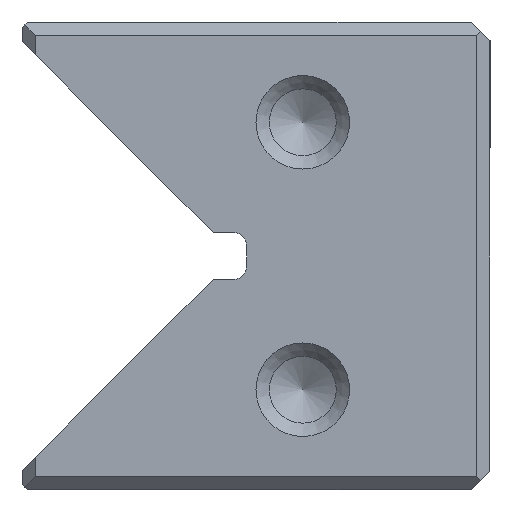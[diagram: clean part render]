
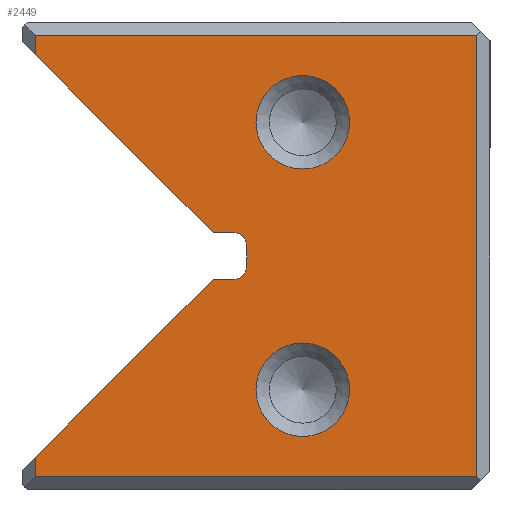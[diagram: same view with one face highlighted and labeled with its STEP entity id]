
A CAD part, left-side view. The second image highlights one B-rep face of the part: STEP entity #2449.
In plain terms, the highlighted planar face has unit normal (-1, 0, 0).
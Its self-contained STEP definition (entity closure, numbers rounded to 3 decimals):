
#2449=ADVANCED_FACE('',(#3303,#3304,#3305),#2808,.T.);
#2808=PLANE('',#8494);
#3044=CIRCLE('',#8490,3.5);
#3045=CIRCLE('',#8491,3.5);
#3046=CIRCLE('',#8492,1.);
#3047=CIRCLE('',#8493,1.);
#3303=FACE_BOUND('',#3447,.T.);
#3304=FACE_BOUND('',#3448,.T.);
#3305=FACE_BOUND('',#3449,.T.);
#3447=EDGE_LOOP('',(#4097));
#3448=EDGE_LOOP('',(#4098));
#3449=EDGE_LOOP('',(#4099,#4100,#4101,#4102,#4103,#4104,#4105,#4106,#4107,
#4108,#4109,#4110));
#4097=ORIENTED_EDGE('',*,*,#6501,.F.);
#4098=ORIENTED_EDGE('',*,*,#6502,.T.);
#4099=ORIENTED_EDGE('',*,*,#6503,.T.);
#4100=ORIENTED_EDGE('',*,*,#6504,.T.);
#4101=ORIENTED_EDGE('',*,*,#6505,.T.);
#4102=ORIENTED_EDGE('',*,*,#6506,.T.);
#4103=ORIENTED_EDGE('',*,*,#6507,.T.);
#4104=ORIENTED_EDGE('',*,*,#6508,.T.);
#4105=ORIENTED_EDGE('',*,*,#6509,.T.);
#4106=ORIENTED_EDGE('',*,*,#6510,.T.);
#4107=ORIENTED_EDGE('',*,*,#6511,.T.);
#4108=ORIENTED_EDGE('',*,*,#6512,.T.);
#4109=ORIENTED_EDGE('',*,*,#6513,.F.);
#4110=ORIENTED_EDGE('',*,*,#6514,.F.);
#5885=VERTEX_POINT('',#10823);
#5886=VERTEX_POINT('',#10825);
#5887=VERTEX_POINT('',#10827);
#5888=VERTEX_POINT('',#10828);
#5889=VERTEX_POINT('',#10830);
#5890=VERTEX_POINT('',#10832);
#5891=VERTEX_POINT('',#10834);
#5892=VERTEX_POINT('',#10836);
#5893=VERTEX_POINT('',#10838);
#5894=VERTEX_POINT('',#10840);
#5895=VERTEX_POINT('',#10842);
#5896=VERTEX_POINT('',#10844);
#5897=VERTEX_POINT('',#10846);
#5898=VERTEX_POINT('',#10848);
#6501=EDGE_CURVE('',#5885,#5885,#3044,.T.);
#6502=EDGE_CURVE('',#5886,#5886,#3045,.T.);
#6503=EDGE_CURVE('',#5887,#5888,#7313,.T.);
#6504=EDGE_CURVE('',#5888,#5889,#7314,.T.);
#6505=EDGE_CURVE('',#5889,#5890,#7315,.T.);
#6506=EDGE_CURVE('',#5890,#5891,#7316,.T.);
#6507=EDGE_CURVE('',#5891,#5892,#7317,.T.);
#6508=EDGE_CURVE('',#5892,#5893,#7318,.T.);
#6509=EDGE_CURVE('',#5893,#5894,#7319,.T.);
#6510=EDGE_CURVE('',#5894,#5895,#3046,.T.);
#6511=EDGE_CURVE('',#5895,#5896,#7320,.T.);
#6512=EDGE_CURVE('',#5896,#5897,#3047,.T.);
#6513=EDGE_CURVE('',#5898,#5897,#7321,.T.);
#6514=EDGE_CURVE('',#5887,#5898,#7322,.T.);
#7313=LINE('',#10826,#7975);
#7314=LINE('',#10829,#7976);
#7315=LINE('',#10831,#7977);
#7316=LINE('',#10833,#7978);
#7317=LINE('',#10835,#7979);
#7318=LINE('',#10837,#7980);
#7319=LINE('',#10839,#7981);
#7320=LINE('',#10843,#7982);
#7321=LINE('',#10847,#7983);
#7322=LINE('',#10849,#7984);
#7975=VECTOR('',#8979,1.);
#7976=VECTOR('',#8980,1.);
#7977=VECTOR('',#8981,1.);
#7978=VECTOR('',#8982,1.);
#7979=VECTOR('',#8983,1.);
#7980=VECTOR('',#8984,1.);
#7981=VECTOR('',#8985,1.);
#7982=VECTOR('',#8988,1.);
#7983=VECTOR('',#8991,1.);
#7984=VECTOR('',#8992,1.);
#8490=AXIS2_PLACEMENT_3D('',#10822,#8975,#8976);
#8491=AXIS2_PLACEMENT_3D('',#10824,#8977,#8978);
#8492=AXIS2_PLACEMENT_3D('',#10841,#8986,#8987);
#8493=AXIS2_PLACEMENT_3D('',#10845,#8989,#8990);
#8494=AXIS2_PLACEMENT_3D('',#10850,#8993,#8994);
#8975=DIRECTION('',(-1.,0.,0.));
#8976=DIRECTION('',(0.,0.,1.));
#8977=DIRECTION('',(1.,0.,0.));
#8978=DIRECTION('',(0.,0.,-1.));
#8979=DIRECTION('',(0.,0.,-1.));
#8980=DIRECTION('',(0.,-1.,0.));
#8981=DIRECTION('',(0.,0.,1.));
#8982=DIRECTION('',(0.,1.,0.));
#8983=DIRECTION('',(0.,0.,-1.));
#8984=DIRECTION('',(0.,-0.707,-0.707));
#8985=DIRECTION('',(0.,-1.,0.));
#8986=DIRECTION('',(1.,0.,0.));
#8987=DIRECTION('',(0.,0.,1.));
#8988=DIRECTION('',(0.,0.,-1.));
#8989=DIRECTION('',(1.,0.,0.));
#8990=DIRECTION('',(0.,0.,1.));
#8991=DIRECTION('',(0.,-1.,0.));
#8992=DIRECTION('',(0.,-0.707,0.707));
#8993=DIRECTION('',(-1.,0.,0.));
#8994=DIRECTION('',(0.,0.,-1.));
#10822=CARTESIAN_POINT('',(0.,14.,7.5));
#10823=CARTESIAN_POINT('',(0.,14.,11.));
#10824=CARTESIAN_POINT('',(0.,14.,27.5));
#10825=CARTESIAN_POINT('',(0.,14.,24.));
#10826=CARTESIAN_POINT('',(0.,34.,0.));
#10827=CARTESIAN_POINT('',(0.,34.,2.458));
#10828=CARTESIAN_POINT('',(0.,34.,1.));
#10829=CARTESIAN_POINT('',(0.,17.5,1.));
#10830=CARTESIAN_POINT('',(0.,1.,1.));
#10831=CARTESIAN_POINT('',(0.,1.,0.));
#10832=CARTESIAN_POINT('',(0.,1.,34.));
#10833=CARTESIAN_POINT('',(0.,17.5,34.));
#10834=CARTESIAN_POINT('',(0.,34.,34.));
#10835=CARTESIAN_POINT('',(0.,34.,0.));
#10836=CARTESIAN_POINT('',(0.,34.,32.542));
#10837=CARTESIAN_POINT('',(0.,35.,33.542));
#10838=CARTESIAN_POINT('',(0.,20.708,19.25));
#10839=CARTESIAN_POINT('',(0.,18.2,19.25));
#10840=CARTESIAN_POINT('',(0.,19.2,19.25));
#10841=CARTESIAN_POINT('',(0.,19.2,18.25));
#10842=CARTESIAN_POINT('',(0.,18.2,18.25));
#10843=CARTESIAN_POINT('',(0.,18.2,19.25));
#10844=CARTESIAN_POINT('',(0.,18.2,16.75));
#10845=CARTESIAN_POINT('',(0.,19.2,16.75));
#10846=CARTESIAN_POINT('',(0.,19.2,15.75));
#10847=CARTESIAN_POINT('',(0.,18.2,15.75));
#10848=CARTESIAN_POINT('',(0.,20.708,15.75));
#10849=CARTESIAN_POINT('',(0.,35.,1.458));
#10850=CARTESIAN_POINT('',(0.,17.5,0.));
